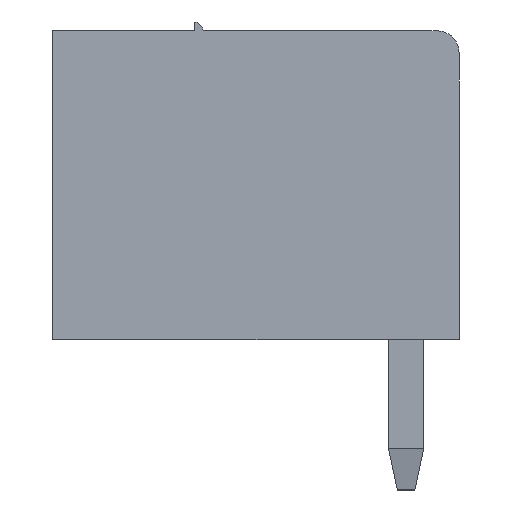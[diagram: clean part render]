
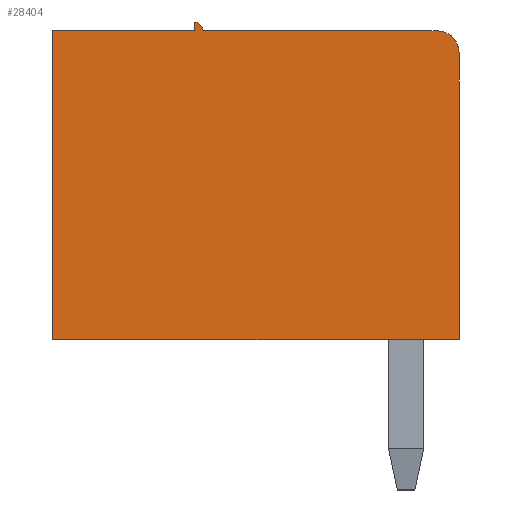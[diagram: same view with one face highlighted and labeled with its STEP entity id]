
A CAD part, left-side view. The second image highlights one B-rep face of the part: STEP entity #28404.
In plain terms, the highlighted planar face has unit normal (-1, 0, 0).
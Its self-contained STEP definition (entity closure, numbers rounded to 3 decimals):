
#361 = DIRECTION ( 'NONE',  ( 1., 0., 0. ) ) ;
#418 = ORIENTED_EDGE ( 'NONE', *, *, #2033, .F. ) ;
#1054 = VERTEX_POINT ( 'NONE', #27977 ) ;
#1740 = DIRECTION ( 'NONE',  ( -1., 0., 0. ) ) ;
#1887 = LINE ( 'NONE', #13115, #16020 ) ;
#2033 = EDGE_CURVE ( 'NONE', #15869, #10022, #24867, .T. ) ;
#2121 = VERTEX_POINT ( 'NONE', #11101 ) ;
#2163 = EDGE_CURVE ( 'NONE', #22753, #10022, #26669, .T. ) ;
#2177 = ORIENTED_EDGE ( 'NONE', *, *, #4870, .T. ) ;
#2233 = DIRECTION ( 'NONE',  ( 0., 0., -1. ) ) ;
#4416 = DIRECTION ( 'NONE',  ( -1., 0., 0. ) ) ;
#4870 = EDGE_CURVE ( 'NONE', #16660, #7301, #14372, .T. ) ;
#4939 = FACE_OUTER_BOUND ( 'NONE', #27250, .T. ) ;
#6411 = VECTOR ( 'NONE', #16014, 1000. ) ;
#6966 = CARTESIAN_POINT ( 'NONE',  ( 0., 9.2, 0. ) ) ;
#7035 = LINE ( 'NONE', #18144, #10186 ) ;
#7301 = VERTEX_POINT ( 'NONE', #13401 ) ;
#7418 = CARTESIAN_POINT ( 'NONE',  ( 0., 9.2, 0. ) ) ;
#8828 = DIRECTION ( 'NONE',  ( 0., 0., 1. ) ) ;
#8856 = CARTESIAN_POINT ( 'NONE',  ( 0., 0., 6.5 ) ) ;
#9628 = ORIENTED_EDGE ( 'NONE', *, *, #16419, .T. ) ;
#10022 = VERTEX_POINT ( 'NONE', #19413 ) ;
#10186 = VECTOR ( 'NONE', #20595, 1000. ) ;
#10211 = AXIS2_PLACEMENT_3D ( 'NONE', #16639, #361, #23195 ) ;
#10577 = CARTESIAN_POINT ( 'NONE',  ( 0., 6., 7.2 ) ) ;
#10690 = CIRCLE ( 'NONE', #26153, 0.2 ) ;
#10938 = EDGE_CURVE ( 'NONE', #1054, #16660, #7035, .T. ) ;
#10976 = VECTOR ( 'NONE', #28974, 1000. ) ;
#11101 = CARTESIAN_POINT ( 'NONE',  ( 0., 5.8, 7. ) ) ;
#11990 = AXIS2_PLACEMENT_3D ( 'NONE', #29025, #4416, #2233 ) ;
#13115 = CARTESIAN_POINT ( 'NONE',  ( 0., 9.2, 7. ) ) ;
#13401 = CARTESIAN_POINT ( 'NONE',  ( 0., 0.5, 7. ) ) ;
#13623 = ORIENTED_EDGE ( 'NONE', *, *, #10938, .T. ) ;
#13649 = LINE ( 'NONE', #6966, #6411 ) ;
#13715 = VECTOR ( 'NONE', #26532, 1000. ) ;
#14372 = CIRCLE ( 'NONE', #11990, 0.5 ) ;
#15284 = CARTESIAN_POINT ( 'NONE',  ( 0., 9.2, 7. ) ) ;
#15869 = VERTEX_POINT ( 'NONE', #15284 ) ;
#16014 = DIRECTION ( 'NONE',  ( 0., -1., 0. ) ) ;
#16020 = VECTOR ( 'NONE', #8828, 1000. ) ;
#16137 = ORIENTED_EDGE ( 'NONE', *, *, #26729, .F. ) ;
#16419 = EDGE_CURVE ( 'NONE', #27648, #1054, #13649, .T. ) ;
#16551 = CARTESIAN_POINT ( 'NONE',  ( 0., 9.2, 7. ) ) ;
#16639 = CARTESIAN_POINT ( 'NONE',  ( 0., 9.2, 7. ) ) ;
#16660 = VERTEX_POINT ( 'NONE', #8856 ) ;
#17353 = CARTESIAN_POINT ( 'NONE',  ( 0., 6., 7. ) ) ;
#18144 = CARTESIAN_POINT ( 'NONE',  ( 0., 0., 7. ) ) ;
#19413 = CARTESIAN_POINT ( 'NONE',  ( 0., 6., 7. ) ) ;
#20579 = CARTESIAN_POINT ( 'NONE',  ( 0., 9.2, 7. ) ) ;
#20595 = DIRECTION ( 'NONE',  ( 0., 0., 1. ) ) ;
#22024 = VECTOR ( 'NONE', #23100, 1000. ) ;
#22467 = LINE ( 'NONE', #20579, #10976 ) ;
#22753 = VERTEX_POINT ( 'NONE', #10577 ) ;
#22894 = PLANE ( 'NONE',  #10211 ) ;
#23100 = DIRECTION ( 'NONE',  ( 0., -1., 0. ) ) ;
#23195 = DIRECTION ( 'NONE',  ( 0., 0., -1. ) ) ;
#23943 = CARTESIAN_POINT ( 'NONE',  ( 0., 6., 7. ) ) ;
#24371 = EDGE_CURVE ( 'NONE', #27648, #15869, #1887, .T. ) ;
#24867 = LINE ( 'NONE', #16551, #22024 ) ;
#25568 = ORIENTED_EDGE ( 'NONE', *, *, #28177, .T. ) ;
#26153 = AXIS2_PLACEMENT_3D ( 'NONE', #23943, #1740, #26281 ) ;
#26281 = DIRECTION ( 'NONE',  ( 0., 0., 1. ) ) ;
#26532 = DIRECTION ( 'NONE',  ( 0., 0., -1. ) ) ;
#26669 = LINE ( 'NONE', #17353, #13715 ) ;
#26729 = EDGE_CURVE ( 'NONE', #2121, #7301, #22467, .T. ) ;
#27250 = EDGE_LOOP ( 'NONE', ( #13623, #2177, #16137, #25568, #28459, #418, #29057, #9628 ) ) ;
#27648 = VERTEX_POINT ( 'NONE', #7418 ) ;
#27977 = CARTESIAN_POINT ( 'NONE',  ( 0., 0., 0. ) ) ;
#28177 = EDGE_CURVE ( 'NONE', #2121, #22753, #10690, .T. ) ;
#28404 = ADVANCED_FACE ( 'NONE', ( #4939 ), #22894, .F. ) ;
#28459 = ORIENTED_EDGE ( 'NONE', *, *, #2163, .T. ) ;
#28974 = DIRECTION ( 'NONE',  ( 0., -1., 0. ) ) ;
#29025 = CARTESIAN_POINT ( 'NONE',  ( 0., 0.5, 6.5 ) ) ;
#29057 = ORIENTED_EDGE ( 'NONE', *, *, #24371, .F. ) ;
